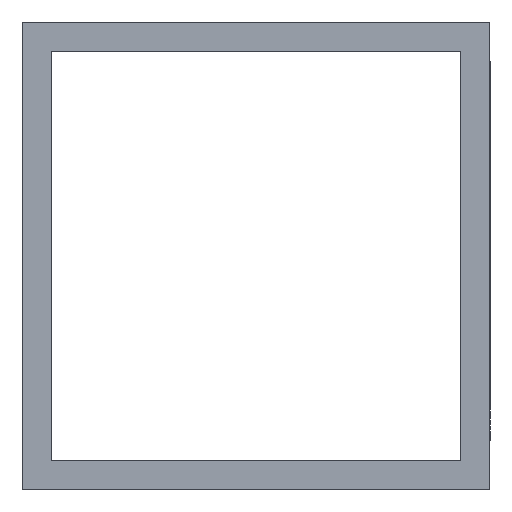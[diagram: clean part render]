
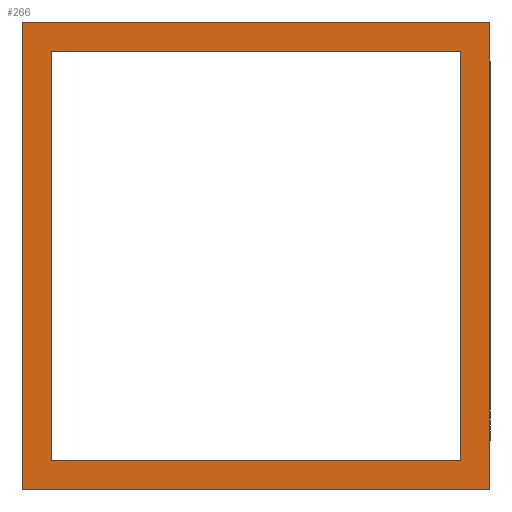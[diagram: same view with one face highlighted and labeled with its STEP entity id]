
A CAD part, front view. The second image highlights one B-rep face of the part: STEP entity #266.
In plain terms, the highlighted planar face has unit normal (0, -1, 0).
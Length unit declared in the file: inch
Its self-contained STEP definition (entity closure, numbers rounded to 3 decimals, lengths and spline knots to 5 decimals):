
#30 = CARTESIAN_POINT ( 'NONE',  ( 0.875, 0., 0.875 ) ) ;
#35 = DIRECTION ( 'NONE',  ( 0., 0., -1. ) ) ;
#40 = DIRECTION ( 'NONE',  ( 1., 0., 0. ) ) ;
#76 = CARTESIAN_POINT ( 'NONE',  ( 1., 0., -1. ) ) ;
#92 = VECTOR ( 'NONE', #1008, 39.37008 ) ;
#129 = DIRECTION ( 'NONE',  ( 0., 0., 1. ) ) ;
#148 = CARTESIAN_POINT ( 'NONE',  ( 0.875, 0., 0.875 ) ) ;
#153 = CARTESIAN_POINT ( 'NONE',  ( -1., 0., 1. ) ) ;
#191 = ORIENTED_EDGE ( 'NONE', *, *, #1368, .T. ) ;
#222 = LINE ( 'NONE', #775, #800 ) ;
#229 = AXIS2_PLACEMENT_3D ( 'NONE', #1254, #596, #129 ) ;
#250 = VERTEX_POINT ( 'NONE', #1261 ) ;
#263 = LINE ( 'NONE', #921, #957 ) ;
#266 = ADVANCED_FACE ( 'NONE', ( #903, #928 ), #701, .F. ) ;
#298 = EDGE_CURVE ( 'NONE', #1161, #390, #604, .T. ) ;
#339 = EDGE_CURVE ( 'NONE', #1048, #250, #818, .T. ) ;
#346 = DIRECTION ( 'NONE',  ( 0., 0., 1. ) ) ;
#349 = VECTOR ( 'NONE', #35, 39.37008 ) ;
#354 = CARTESIAN_POINT ( 'NONE',  ( -0.875, 0., -0.875 ) ) ;
#358 = EDGE_CURVE ( 'NONE', #1292, #1048, #936, .T. ) ;
#371 = CARTESIAN_POINT ( 'NONE',  ( 1., 0., -1. ) ) ;
#390 = VERTEX_POINT ( 'NONE', #418 ) ;
#406 = ORIENTED_EDGE ( 'NONE', *, *, #358, .F. ) ;
#418 = CARTESIAN_POINT ( 'NONE',  ( 0.875, 0., -0.875 ) ) ;
#434 = EDGE_LOOP ( 'NONE', ( #1125, #634, #191, #1353 ) ) ;
#489 = VERTEX_POINT ( 'NONE', #835 ) ;
#492 = EDGE_LOOP ( 'NONE', ( #1044, #946, #406, #1278 ) ) ;
#596 = DIRECTION ( 'NONE',  ( 0., 1., 0. ) ) ;
#604 = LINE ( 'NONE', #148, #349 ) ;
#634 = ORIENTED_EDGE ( 'NONE', *, *, #1024, .T. ) ;
#655 = EDGE_CURVE ( 'NONE', #1424, #1292, #263, .T. ) ;
#699 = EDGE_CURVE ( 'NONE', #489, #1161, #1234, .T. ) ;
#701 = PLANE ( 'NONE',  #229 ) ;
#775 = CARTESIAN_POINT ( 'NONE',  ( -0.875, 0., 0.875 ) ) ;
#794 = DIRECTION ( 'NONE',  ( -1., 0., 0. ) ) ;
#800 = VECTOR ( 'NONE', #1002, 39.37008 ) ;
#818 = LINE ( 'NONE', #1045, #1346 ) ;
#835 = CARTESIAN_POINT ( 'NONE',  ( -0.875, 0., 0.875 ) ) ;
#846 = EDGE_CURVE ( 'NONE', #250, #1424, #1230, .T. ) ;
#889 = CARTESIAN_POINT ( 'NONE',  ( -1., 0., -1. ) ) ;
#891 = CARTESIAN_POINT ( 'NONE',  ( -0.875, 0., 0.875 ) ) ;
#901 = LINE ( 'NONE', #354, #915 ) ;
#903 = FACE_OUTER_BOUND ( 'NONE', #492, .T. ) ;
#915 = VECTOR ( 'NONE', #794, 39.37008 ) ;
#921 = CARTESIAN_POINT ( 'NONE',  ( -1., 0., -1. ) ) ;
#928 = FACE_BOUND ( 'NONE', #434, .T. ) ;
#936 = LINE ( 'NONE', #1362, #1084 ) ;
#946 = ORIENTED_EDGE ( 'NONE', *, *, #339, .F. ) ;
#957 = VECTOR ( 'NONE', #1029, 39.37008 ) ;
#1002 = DIRECTION ( 'NONE',  ( 0., 0., 1. ) ) ;
#1008 = DIRECTION ( 'NONE',  ( 0., 0., -1. ) ) ;
#1024 = EDGE_CURVE ( 'NONE', #390, #1233, #901, .T. ) ;
#1029 = DIRECTION ( 'NONE',  ( -1., 0., 0. ) ) ;
#1044 = ORIENTED_EDGE ( 'NONE', *, *, #846, .F. ) ;
#1045 = CARTESIAN_POINT ( 'NONE',  ( -1., 0., 1. ) ) ;
#1048 = VERTEX_POINT ( 'NONE', #153 ) ;
#1084 = VECTOR ( 'NONE', #346, 39.37008 ) ;
#1125 = ORIENTED_EDGE ( 'NONE', *, *, #298, .T. ) ;
#1161 = VERTEX_POINT ( 'NONE', #30 ) ;
#1186 = VECTOR ( 'NONE', #1360, 39.37008 ) ;
#1230 = LINE ( 'NONE', #371, #92 ) ;
#1233 = VERTEX_POINT ( 'NONE', #1385 ) ;
#1234 = LINE ( 'NONE', #891, #1186 ) ;
#1254 = CARTESIAN_POINT ( 'NONE',  ( 0., 0., 0. ) ) ;
#1261 = CARTESIAN_POINT ( 'NONE',  ( 1., 0., 1. ) ) ;
#1278 = ORIENTED_EDGE ( 'NONE', *, *, #655, .F. ) ;
#1292 = VERTEX_POINT ( 'NONE', #889 ) ;
#1346 = VECTOR ( 'NONE', #40, 39.37008 ) ;
#1353 = ORIENTED_EDGE ( 'NONE', *, *, #699, .T. ) ;
#1360 = DIRECTION ( 'NONE',  ( 1., 0., 0. ) ) ;
#1362 = CARTESIAN_POINT ( 'NONE',  ( -1., 0., -1. ) ) ;
#1368 = EDGE_CURVE ( 'NONE', #1233, #489, #222, .T. ) ;
#1385 = CARTESIAN_POINT ( 'NONE',  ( -0.875, 0., -0.875 ) ) ;
#1424 = VERTEX_POINT ( 'NONE', #76 ) ;
